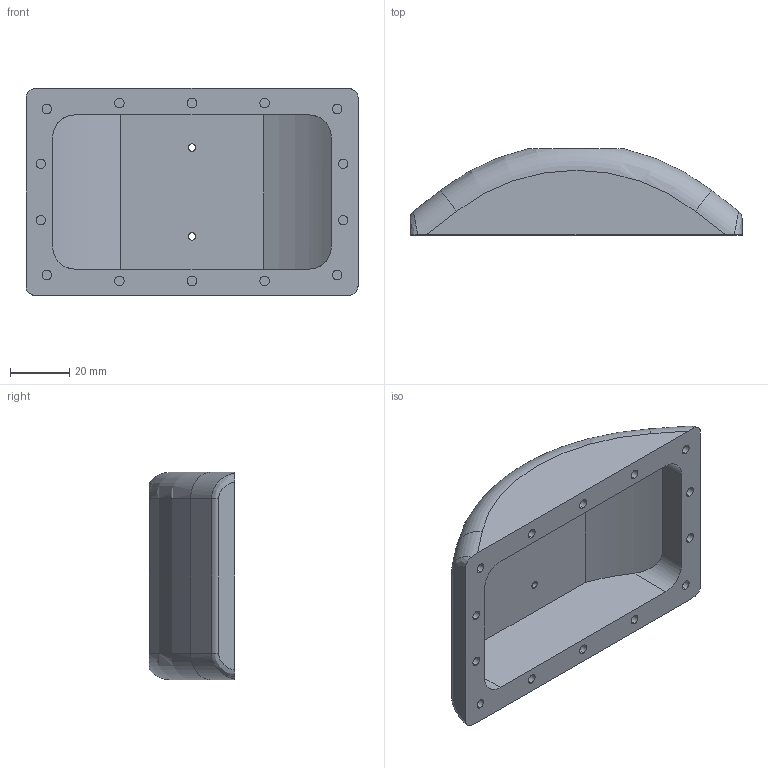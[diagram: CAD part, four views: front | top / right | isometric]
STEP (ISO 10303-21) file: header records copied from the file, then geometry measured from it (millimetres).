
FILE_DESCRIPTION (( 'STEP AP214' ), '1' );
FILE_NAME ('case.STEP', '2016-11-30T08:33:51', ( '' ), ( '' ), 'SwSTEP 2.0', 'SolidWorks 2016', '' );
FILE_SCHEMA (( 'AUTOMOTIVE_DESIGN' ));
Length unit declared in the file: millimetre
Products named in the file (1): case
Bounding box: 112 x 28.97 x 70 mm (x, y, z)
Volume: 74290.1 mm3; surface area: 27926.9 mm2
Topology: 1 solids, 1 shells, 85 faces, 190 edges, 124 vertices
Faces by surface type: cylinder 50, plane 29, bspline 4, torus 2
Entity records: 2766 total; most frequent: CARTESIAN_POINT 802, DIRECTION 426, ORIENTED_EDGE 380, EDGE_CURVE 190, AXIS2_PLACEMENT_3D 176, VERTEX_POINT 124, EDGE_LOOP 106, CIRCLE 94
